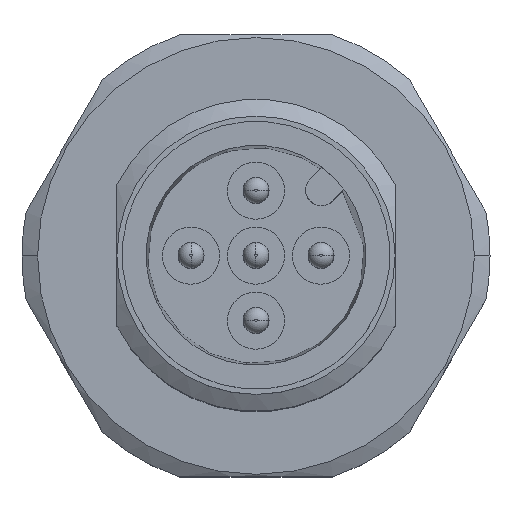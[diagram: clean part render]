
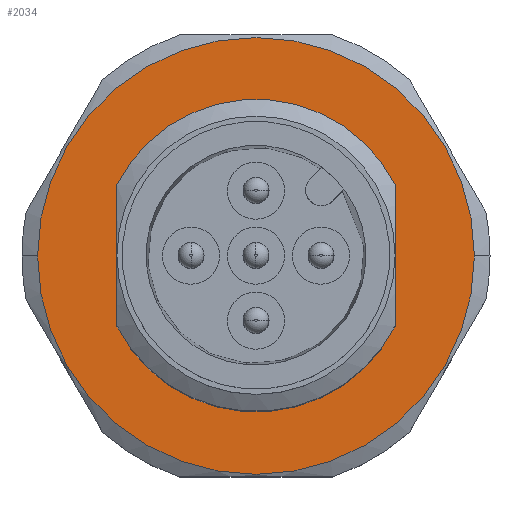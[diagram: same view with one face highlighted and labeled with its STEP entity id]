
A CAD part, top view. The second image highlights one B-rep face of the part: STEP entity #2034.
In plain terms, the highlighted planar face has unit normal (0, 0, 1).
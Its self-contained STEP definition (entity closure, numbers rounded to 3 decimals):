
#19 = DIRECTION ( 'NONE',  ( 0., 0., 1. ) ) ;
#27 = CARTESIAN_POINT ( 'NONE',  ( 0., 0., 0. ) ) ;
#36 = DIRECTION ( 'NONE',  ( 0., 0., -1. ) ) ;
#127 = EDGE_LOOP ( 'NONE', ( #966, #2466 ) ) ;
#144 = AXIS2_PLACEMENT_3D ( 'NONE', #27, #760, #589 ) ;
#182 = EDGE_CURVE ( 'NONE', #2515, #2423, #1538, .T. ) ;
#257 = EDGE_CURVE ( 'NONE', #1810, #2515, #3639, .T. ) ;
#295 = CIRCLE ( 'NONE', #1611, 8.4 ) ;
#520 = CIRCLE ( 'NONE', #3551, 6. ) ;
#589 = DIRECTION ( 'NONE',  ( -1., 0., 0. ) ) ;
#713 = CARTESIAN_POINT ( 'NONE',  ( 0., 0., 0. ) ) ;
#718 = DIRECTION ( 'NONE',  ( 0., -1., 0. ) ) ;
#723 = CARTESIAN_POINT ( 'NONE',  ( 5.35, 2.716, 0. ) ) ;
#760 = DIRECTION ( 'NONE',  ( 0., 0., -1. ) ) ;
#932 = AXIS2_PLACEMENT_3D ( 'NONE', #994, #3015, #1290 ) ;
#966 = ORIENTED_EDGE ( 'NONE', *, *, #2639, .T. ) ;
#981 = FACE_OUTER_BOUND ( 'NONE', #127, .T. ) ;
#993 = ORIENTED_EDGE ( 'NONE', *, *, #182, .T. ) ;
#994 = CARTESIAN_POINT ( 'NONE',  ( 0., 0., 0. ) ) ;
#1022 = DIRECTION ( 'NONE',  ( -1., 0., 0. ) ) ;
#1154 = CARTESIAN_POINT ( 'NONE',  ( 5.35, -2.716, 0. ) ) ;
#1190 = VERTEX_POINT ( 'NONE', #3615 ) ;
#1290 = DIRECTION ( 'NONE',  ( -1., 0., 0. ) ) ;
#1397 = EDGE_CURVE ( 'NONE', #2423, #2816, #520, .T. ) ;
#1526 = ORIENTED_EDGE ( 'NONE', *, *, #257, .T. ) ;
#1538 = LINE ( 'NONE', #723, #3718 ) ;
#1596 = ORIENTED_EDGE ( 'NONE', *, *, #1701, .T. ) ;
#1611 = AXIS2_PLACEMENT_3D ( 'NONE', #713, #2758, #1022 ) ;
#1666 = CARTESIAN_POINT ( 'NONE',  ( -5.35, -2.716, 0. ) ) ;
#1701 = EDGE_CURVE ( 'NONE', #2816, #1810, #2719, .T. ) ;
#1731 = EDGE_CURVE ( 'NONE', #3095, #1190, #295, .T. ) ;
#1783 = CARTESIAN_POINT ( 'NONE',  ( 0., 0., 0. ) ) ;
#1810 = VERTEX_POINT ( 'NONE', #2250 ) ;
#1919 = CIRCLE ( 'NONE', #932, 8.4 ) ;
#2034 = ADVANCED_FACE ( 'NONE', ( #981, #3199 ), #3202, .T. ) ;
#2059 = DIRECTION ( 'NONE',  ( 1., 0., 0. ) ) ;
#2078 = DIRECTION ( 'NONE',  ( -1., 0., 0. ) ) ;
#2250 = CARTESIAN_POINT ( 'NONE',  ( -5.35, 2.716, 0. ) ) ;
#2423 = VERTEX_POINT ( 'NONE', #1154 ) ;
#2466 = ORIENTED_EDGE ( 'NONE', *, *, #1731, .T. ) ;
#2515 = VERTEX_POINT ( 'NONE', #2652 ) ;
#2552 = CARTESIAN_POINT ( 'NONE',  ( 8.4, 0., 0. ) ) ;
#2630 = VECTOR ( 'NONE', #3318, 1000. ) ;
#2639 = EDGE_CURVE ( 'NONE', #1190, #3095, #1919, .T. ) ;
#2652 = CARTESIAN_POINT ( 'NONE',  ( 5.35, 2.716, 0. ) ) ;
#2719 = LINE ( 'NONE', #3025, #2630 ) ;
#2758 = DIRECTION ( 'NONE',  ( 0., 0., 1. ) ) ;
#2816 = VERTEX_POINT ( 'NONE', #1666 ) ;
#2854 = AXIS2_PLACEMENT_3D ( 'NONE', #3188, #19, #2059 ) ;
#3015 = DIRECTION ( 'NONE',  ( 0., 0., 1. ) ) ;
#3025 = CARTESIAN_POINT ( 'NONE',  ( -5.35, -2.716, 0. ) ) ;
#3095 = VERTEX_POINT ( 'NONE', #2552 ) ;
#3158 = ORIENTED_EDGE ( 'NONE', *, *, #1397, .T. ) ;
#3188 = CARTESIAN_POINT ( 'NONE',  ( 0., 0., 0. ) ) ;
#3199 = FACE_BOUND ( 'NONE', #3335, .T. ) ;
#3202 = PLANE ( 'NONE',  #2854 ) ;
#3318 = DIRECTION ( 'NONE',  ( 0., 1., 0. ) ) ;
#3335 = EDGE_LOOP ( 'NONE', ( #3158, #1596, #1526, #993 ) ) ;
#3551 = AXIS2_PLACEMENT_3D ( 'NONE', #1783, #36, #2078 ) ;
#3615 = CARTESIAN_POINT ( 'NONE',  ( -8.4, 0., 0. ) ) ;
#3639 = CIRCLE ( 'NONE', #144, 6. ) ;
#3718 = VECTOR ( 'NONE', #718, 1000. ) ;
